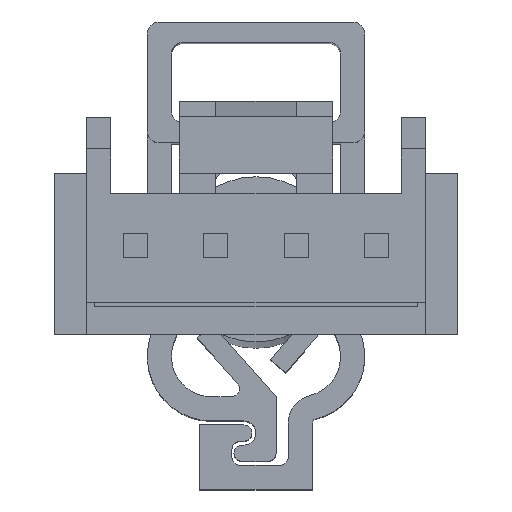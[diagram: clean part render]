
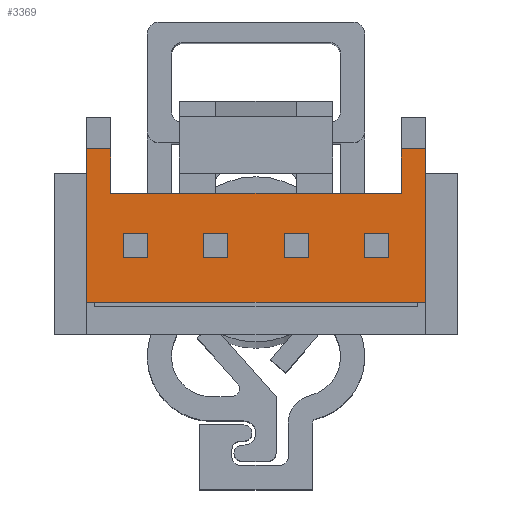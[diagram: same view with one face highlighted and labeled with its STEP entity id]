
A CAD part, top view. The second image highlights one B-rep face of the part: STEP entity #3369.
In plain terms, the highlighted planar face has unit normal (0, 0, 1).
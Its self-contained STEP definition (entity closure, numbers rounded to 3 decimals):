
#110=LINE('',#5027,#508);
#111=LINE('',#5030,#509);
#112=LINE('',#5032,#510);
#113=LINE('',#5034,#511);
#114=LINE('',#5035,#512);
#115=LINE('',#5038,#513);
#116=LINE('',#5040,#514);
#117=LINE('',#5042,#515);
#118=LINE('',#5043,#516);
#119=LINE('',#5046,#517);
#120=LINE('',#5048,#518);
#121=LINE('',#5050,#519);
#122=LINE('',#5051,#520);
#123=LINE('',#5054,#521);
#124=LINE('',#5056,#522);
#125=LINE('',#5058,#523);
#126=LINE('',#5059,#524);
#127=LINE('',#5062,#525);
#128=LINE('',#5064,#526);
#129=LINE('',#5066,#527);
#130=LINE('',#5068,#528);
#131=LINE('',#5070,#529);
#132=LINE('',#5072,#530);
#133=LINE('',#5074,#531);
#508=VECTOR('',#3972,1000.);
#509=VECTOR('',#3973,1000.);
#510=VECTOR('',#3974,1000.);
#511=VECTOR('',#3975,1000.);
#512=VECTOR('',#3976,1000.);
#513=VECTOR('',#3977,1000.);
#514=VECTOR('',#3978,1000.);
#515=VECTOR('',#3979,1000.);
#516=VECTOR('',#3980,1000.);
#517=VECTOR('',#3981,1000.);
#518=VECTOR('',#3982,1000.);
#519=VECTOR('',#3983,1000.);
#520=VECTOR('',#3984,1000.);
#521=VECTOR('',#3985,1000.);
#522=VECTOR('',#3986,1000.);
#523=VECTOR('',#3987,1000.);
#524=VECTOR('',#3988,1000.);
#525=VECTOR('',#3989,1000.);
#526=VECTOR('',#3990,1000.);
#527=VECTOR('',#3991,1000.);
#528=VECTOR('',#3992,1000.);
#529=VECTOR('',#3993,1000.);
#530=VECTOR('',#3994,1000.);
#531=VECTOR('',#3995,1000.);
#841=PLANE('',#3589);
#1104=ORIENTED_EDGE('',*,*,#2056,.F.);
#1105=ORIENTED_EDGE('',*,*,#2057,.F.);
#1106=ORIENTED_EDGE('',*,*,#2058,.F.);
#1107=ORIENTED_EDGE('',*,*,#2059,.F.);
#1108=ORIENTED_EDGE('',*,*,#2060,.F.);
#1109=ORIENTED_EDGE('',*,*,#2061,.F.);
#1110=ORIENTED_EDGE('',*,*,#2062,.F.);
#1111=ORIENTED_EDGE('',*,*,#2063,.F.);
#1112=ORIENTED_EDGE('',*,*,#2064,.F.);
#1113=ORIENTED_EDGE('',*,*,#2065,.F.);
#1114=ORIENTED_EDGE('',*,*,#2066,.F.);
#1115=ORIENTED_EDGE('',*,*,#2067,.F.);
#1116=ORIENTED_EDGE('',*,*,#2068,.F.);
#1117=ORIENTED_EDGE('',*,*,#2069,.F.);
#1118=ORIENTED_EDGE('',*,*,#2070,.F.);
#1119=ORIENTED_EDGE('',*,*,#2071,.F.);
#1120=ORIENTED_EDGE('',*,*,#2072,.F.);
#1121=ORIENTED_EDGE('',*,*,#2073,.F.);
#1122=ORIENTED_EDGE('',*,*,#2074,.F.);
#1123=ORIENTED_EDGE('',*,*,#2075,.F.);
#1124=ORIENTED_EDGE('',*,*,#2076,.F.);
#1125=ORIENTED_EDGE('',*,*,#2077,.T.);
#1126=ORIENTED_EDGE('',*,*,#2078,.T.);
#1127=ORIENTED_EDGE('',*,*,#2079,.F.);
#2056=EDGE_CURVE('',#2531,#2532,#110,.T.);
#2057=EDGE_CURVE('',#2533,#2531,#111,.T.);
#2058=EDGE_CURVE('',#2534,#2533,#112,.T.);
#2059=EDGE_CURVE('',#2532,#2534,#113,.T.);
#2060=EDGE_CURVE('',#2535,#2536,#114,.T.);
#2061=EDGE_CURVE('',#2537,#2535,#115,.T.);
#2062=EDGE_CURVE('',#2538,#2537,#116,.T.);
#2063=EDGE_CURVE('',#2536,#2538,#117,.T.);
#2064=EDGE_CURVE('',#2539,#2540,#118,.T.);
#2065=EDGE_CURVE('',#2541,#2539,#119,.T.);
#2066=EDGE_CURVE('',#2542,#2541,#120,.T.);
#2067=EDGE_CURVE('',#2540,#2542,#121,.T.);
#2068=EDGE_CURVE('',#2543,#2544,#122,.T.);
#2069=EDGE_CURVE('',#2545,#2543,#123,.T.);
#2070=EDGE_CURVE('',#2546,#2545,#124,.T.);
#2071=EDGE_CURVE('',#2544,#2546,#125,.T.);
#2072=EDGE_CURVE('',#2547,#2548,#126,.T.);
#2073=EDGE_CURVE('',#2549,#2547,#127,.T.);
#2074=EDGE_CURVE('',#2550,#2549,#128,.T.);
#2075=EDGE_CURVE('',#2551,#2550,#129,.T.);
#2076=EDGE_CURVE('',#2552,#2551,#130,.T.);
#2077=EDGE_CURVE('',#2552,#2553,#131,.T.);
#2078=EDGE_CURVE('',#2553,#2554,#132,.T.);
#2079=EDGE_CURVE('',#2548,#2554,#133,.T.);
#2531=VERTEX_POINT('',#5028);
#2532=VERTEX_POINT('',#5029);
#2533=VERTEX_POINT('',#5031);
#2534=VERTEX_POINT('',#5033);
#2535=VERTEX_POINT('',#5036);
#2536=VERTEX_POINT('',#5037);
#2537=VERTEX_POINT('',#5039);
#2538=VERTEX_POINT('',#5041);
#2539=VERTEX_POINT('',#5044);
#2540=VERTEX_POINT('',#5045);
#2541=VERTEX_POINT('',#5047);
#2542=VERTEX_POINT('',#5049);
#2543=VERTEX_POINT('',#5052);
#2544=VERTEX_POINT('',#5053);
#2545=VERTEX_POINT('',#5055);
#2546=VERTEX_POINT('',#5057);
#2547=VERTEX_POINT('',#5060);
#2548=VERTEX_POINT('',#5061);
#2549=VERTEX_POINT('',#5063);
#2550=VERTEX_POINT('',#5065);
#2551=VERTEX_POINT('',#5067);
#2552=VERTEX_POINT('',#5069);
#2553=VERTEX_POINT('',#5071);
#2554=VERTEX_POINT('',#5073);
#2896=EDGE_LOOP('',(#1104,#1105,#1106,#1107));
#2897=EDGE_LOOP('',(#1108,#1109,#1110,#1111));
#2898=EDGE_LOOP('',(#1112,#1113,#1114,#1115));
#2899=EDGE_LOOP('',(#1116,#1117,#1118,#1119));
#2900=EDGE_LOOP('',(#1120,#1121,#1122,#1123,#1124,#1125,#1126,#1127));
#3116=FACE_BOUND('',#2896,.T.);
#3117=FACE_BOUND('',#2897,.T.);
#3118=FACE_BOUND('',#2898,.T.);
#3119=FACE_BOUND('',#2899,.T.);
#3120=FACE_BOUND('',#2900,.T.);
#3369=ADVANCED_FACE('',(#3116,#3117,#3118,#3119,#3120),#841,.F.);
#3589=AXIS2_PLACEMENT_3D('',#5026,#3970,#3971);
#3970=DIRECTION('',(0.,0.,-1.));
#3971=DIRECTION('',(-1.,0.,0.));
#3972=DIRECTION('',(1.,0.,0.));
#3973=DIRECTION('',(0.,-1.,0.));
#3974=DIRECTION('',(-1.,0.,0.));
#3975=DIRECTION('',(0.,1.,0.));
#3976=DIRECTION('',(1.,0.,0.));
#3977=DIRECTION('',(0.,-1.,0.));
#3978=DIRECTION('',(-1.,0.,0.));
#3979=DIRECTION('',(0.,1.,0.));
#3980=DIRECTION('',(1.,0.,0.));
#3981=DIRECTION('',(0.,-1.,0.));
#3982=DIRECTION('',(-1.,0.,0.));
#3983=DIRECTION('',(0.,1.,0.));
#3984=DIRECTION('',(1.,0.,0.));
#3985=DIRECTION('',(0.,-1.,0.));
#3986=DIRECTION('',(-1.,0.,0.));
#3987=DIRECTION('',(0.,1.,0.));
#3988=DIRECTION('',(0.,-1.,0.));
#3989=DIRECTION('',(-1.,0.,0.));
#3990=DIRECTION('',(0.,1.,0.));
#3991=DIRECTION('',(-1.,0.,0.));
#3992=DIRECTION('',(0.,-1.,0.));
#3993=DIRECTION('',(-1.,0.,0.));
#3994=DIRECTION('',(0.,-1.,0.));
#3995=DIRECTION('',(-1.,0.,0.));
#5026=CARTESIAN_POINT('',(-4.2,3.5,8.));
#5027=CARTESIAN_POINT('',(-3.3,1.,8.));
#5028=CARTESIAN_POINT('',(-3.3,1.,8.));
#5029=CARTESIAN_POINT('',(-2.7,1.,8.));
#5030=CARTESIAN_POINT('',(-3.3,1.6,8.));
#5031=CARTESIAN_POINT('',(-3.3,1.6,8.));
#5032=CARTESIAN_POINT('',(-2.7,1.6,8.));
#5033=CARTESIAN_POINT('',(-2.7,1.6,8.));
#5034=CARTESIAN_POINT('',(-2.7,1.,8.));
#5035=CARTESIAN_POINT('',(-1.3,1.,8.));
#5036=CARTESIAN_POINT('',(-1.3,1.,8.));
#5037=CARTESIAN_POINT('',(-0.7,1.,8.));
#5038=CARTESIAN_POINT('',(-1.3,1.6,8.));
#5039=CARTESIAN_POINT('',(-1.3,1.6,8.));
#5040=CARTESIAN_POINT('',(-0.7,1.6,8.));
#5041=CARTESIAN_POINT('',(-0.7,1.6,8.));
#5042=CARTESIAN_POINT('',(-0.7,1.,8.));
#5043=CARTESIAN_POINT('',(2.7,1.,8.));
#5044=CARTESIAN_POINT('',(2.7,1.,8.));
#5045=CARTESIAN_POINT('',(3.3,1.,8.));
#5046=CARTESIAN_POINT('',(2.7,1.6,8.));
#5047=CARTESIAN_POINT('',(2.7,1.6,8.));
#5048=CARTESIAN_POINT('',(3.3,1.6,8.));
#5049=CARTESIAN_POINT('',(3.3,1.6,8.));
#5050=CARTESIAN_POINT('',(3.3,1.,8.));
#5051=CARTESIAN_POINT('',(0.7,1.,8.));
#5052=CARTESIAN_POINT('',(0.7,1.,8.));
#5053=CARTESIAN_POINT('',(1.3,1.,8.));
#5054=CARTESIAN_POINT('',(0.7,1.6,8.));
#5055=CARTESIAN_POINT('',(0.7,1.6,8.));
#5056=CARTESIAN_POINT('',(1.3,1.6,8.));
#5057=CARTESIAN_POINT('',(1.3,1.6,8.));
#5058=CARTESIAN_POINT('',(1.3,1.,8.));
#5059=CARTESIAN_POINT('',(-3.6,0.,8.));
#5060=CARTESIAN_POINT('',(-3.6,0.,8.));
#5061=CARTESIAN_POINT('',(-3.6,-1.1,8.));
#5062=CARTESIAN_POINT('',(3.6,0.,8.));
#5063=CARTESIAN_POINT('',(3.6,0.,8.));
#5064=CARTESIAN_POINT('',(3.6,-8.5,8.));
#5065=CARTESIAN_POINT('',(3.6,-1.1,8.));
#5066=CARTESIAN_POINT('',(4.2,-1.1,8.));
#5067=CARTESIAN_POINT('',(4.2,-1.1,8.));
#5068=CARTESIAN_POINT('',(4.2,3.5,8.));
#5069=CARTESIAN_POINT('',(4.2,2.7,8.));
#5070=CARTESIAN_POINT('',(4.2,2.7,8.));
#5071=CARTESIAN_POINT('',(-4.2,2.7,8.));
#5072=CARTESIAN_POINT('',(-4.2,3.5,8.));
#5073=CARTESIAN_POINT('',(-4.2,-1.1,8.));
#5074=CARTESIAN_POINT('',(4.2,-1.1,8.));
